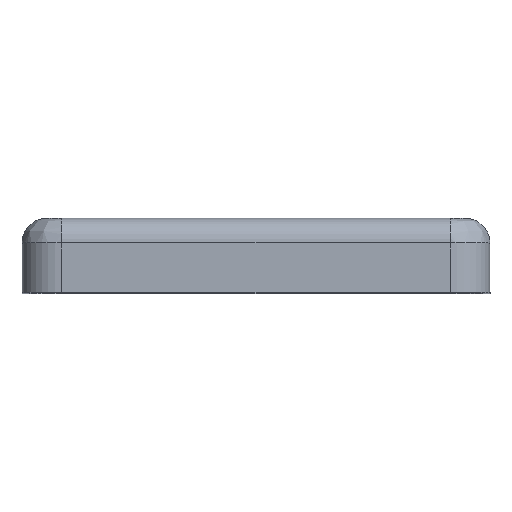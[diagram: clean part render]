
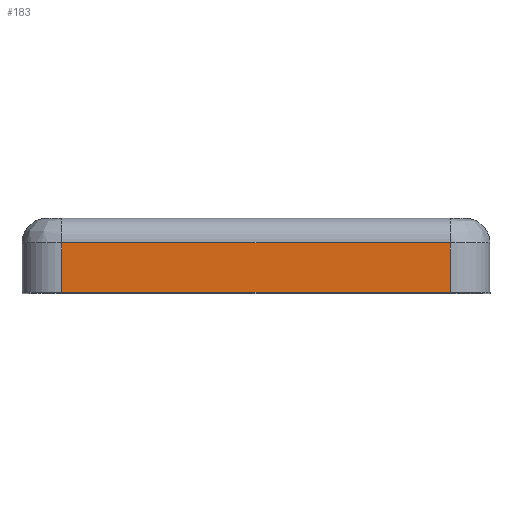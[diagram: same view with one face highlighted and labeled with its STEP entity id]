
A CAD part, top view. The second image highlights one B-rep face of the part: STEP entity #183.
In plain terms, the highlighted planar face has unit normal (0, 0, 1).
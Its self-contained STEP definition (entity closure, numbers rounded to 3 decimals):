
#183 = ADVANCED_FACE( 'NONE', ( #402 ), #403, .T. );
#402 = FACE_OUTER_BOUND( '', #771, .T. );
#403 = PLANE( '', #772 );
#771 = EDGE_LOOP( '', ( #1304, #1305, #1306, #1307 ) );
#772 = AXIS2_PLACEMENT_3D( '', #1308, #1309, #1310 );
#1304 = ORIENTED_EDGE( '', *, *, #1706, .T. );
#1305 = ORIENTED_EDGE( '', *, *, #1579, .F. );
#1306 = ORIENTED_EDGE( '', *, *, #1707, .F. );
#1307 = ORIENTED_EDGE( '', *, *, #1641, .T. );
#1308 = CARTESIAN_POINT( '', ( -7.85, 0., 15.1 ) );
#1309 = DIRECTION( '', ( 0., 0., 1. ) );
#1310 = DIRECTION( '', ( 1., 0., 0. ) );
#1579 = EDGE_CURVE( 'NONE', #1876, #1879, #1880, .T. );
#1641 = EDGE_CURVE( 'NONE', #1982, #1980, #1983, .T. );
#1706 = EDGE_CURVE( 'NONE', #1980, #1879, #2067, .T. );
#1707 = EDGE_CURVE( 'NONE', #1982, #1876, #2068, .T. );
#1876 = VERTEX_POINT( 'NONE', #2265 );
#1879 = VERTEX_POINT( 'NONE', #2268 );
#1880 = LINE( '', #2269, #2270 );
#1980 = VERTEX_POINT( 'NONE', #2402 );
#1982 = VERTEX_POINT( 'NONE', #2404 );
#1983 = LINE( '', #2405, #2406 );
#2067 = LINE( '', #2510, #2511 );
#2068 = LINE( '', #2512, #2513 );
#2265 = CARTESIAN_POINT( '', ( 7.85, -1., 15.1 ) );
#2268 = CARTESIAN_POINT( '', ( 7.85, -3., 15.1 ) );
#2269 = CARTESIAN_POINT( '', ( 7.85, 0., 15.1 ) );
#2270 = VECTOR( '', #2689, 1000. );
#2402 = CARTESIAN_POINT( '', ( -7.85, -3., 15.1 ) );
#2404 = CARTESIAN_POINT( '', ( -7.85, -1., 15.1 ) );
#2405 = CARTESIAN_POINT( '', ( -7.85, 0., 15.1 ) );
#2406 = VECTOR( '', #2782, 1000. );
#2510 = CARTESIAN_POINT( '', ( -7.85, -3., 15.1 ) );
#2511 = VECTOR( '', #2881, 1000. );
#2512 = CARTESIAN_POINT( '', ( -7.85, -1., 15.1 ) );
#2513 = VECTOR( '', #2882, 1000. );
#2689 = DIRECTION( '', ( 0., -1., 0. ) );
#2782 = DIRECTION( '', ( 0., -1., 0. ) );
#2881 = DIRECTION( '', ( 1., 0., 0. ) );
#2882 = DIRECTION( '', ( 1., 0., 0. ) );
